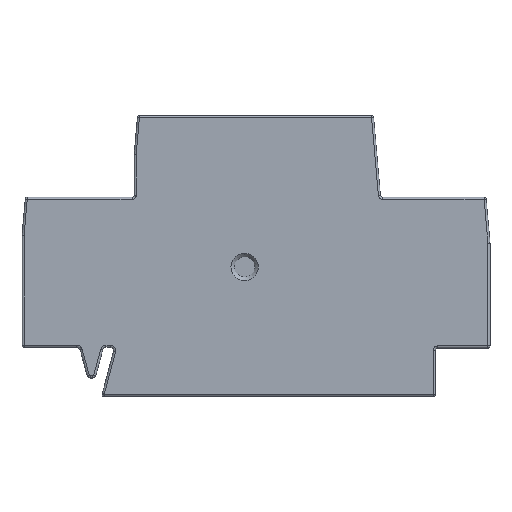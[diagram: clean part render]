
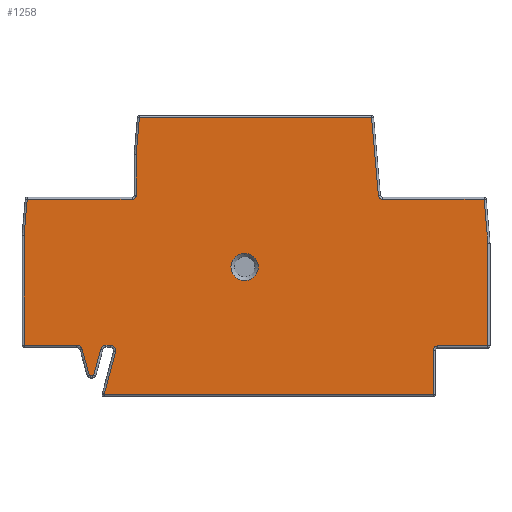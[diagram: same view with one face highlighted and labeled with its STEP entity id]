
A CAD part, top view. The second image highlights one B-rep face of the part: STEP entity #1258.
In plain terms, the highlighted planar face has unit normal (0, 0, 1).
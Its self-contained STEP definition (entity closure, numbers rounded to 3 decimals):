
#180=CARTESIAN_POINT('',(0.,19.,1.5));
#181=DIRECTION('',(0.,0.,1.));
#182=DIRECTION('',(0.,1.,0.));
#183=AXIS2_PLACEMENT_3D('',#180,#181,#182);
#185=CARTESIAN_POINT('',(0.,19.,1.5));
#186=DIRECTION('',(0.,0.,1.));
#187=DIRECTION('',(0.,-1.,0.));
#188=AXIS2_PLACEMENT_3D('',#185,#186,#187);
#190=DIRECTION('',(0.,-1.,0.));
#191=VECTOR('',#190,16.087);
#192=CARTESIAN_POINT('',(-32.35,23.587,1.5));
#193=LINE('',#192,#191);
#194=DIRECTION('',(-0.087,-0.996,0.));
#195=VECTOR('',#194,5.333);
#196=CARTESIAN_POINT('',(-31.885,28.9,1.5));
#197=LINE('',#196,#195);
#198=DIRECTION('',(-1.,0.,0.));
#199=VECTOR('',#198,15.385);
#200=CARTESIAN_POINT('',(-16.5,28.9,1.5));
#201=LINE('',#200,#199);
#202=CARTESIAN_POINT('',(-16.5,29.5,1.5));
#203=DIRECTION('',(0.,0.,-1.));
#204=DIRECTION('',(1.,0.,0.));
#205=AXIS2_PLACEMENT_3D('',#202,#203,#204);
#207=DIRECTION('',(0.,-1.,0.));
#208=VECTOR('',#207,5.972);
#209=CARTESIAN_POINT('',(-15.9,35.472,1.5));
#210=LINE('',#209,#208);
#211=DIRECTION('',(-0.087,-0.996,0.));
#212=VECTOR('',#211,5.449);
#213=CARTESIAN_POINT('',(-15.425,40.9,1.5));
#214=LINE('',#213,#212);
#215=DIRECTION('',(-1.,0.,0.));
#216=VECTOR('',#215,34.05);
#217=CARTESIAN_POINT('',(18.625,40.9,1.5));
#218=LINE('',#217,#216);
#219=DIRECTION('',(-0.087,0.996,0.));
#220=VECTOR('',#219,11.496);
#221=CARTESIAN_POINT('',(19.627,29.448,1.5));
#222=LINE('',#221,#220);
#223=CARTESIAN_POINT('',(20.225,29.5,1.5));
#224=DIRECTION('',(0.,0.,-1.));
#225=DIRECTION('',(0.,-1.,0.));
#226=AXIS2_PLACEMENT_3D('',#223,#224,#225);
#228=DIRECTION('',(-1.,0.,0.));
#229=VECTOR('',#228,14.914);
#230=CARTESIAN_POINT('',(35.139,28.9,1.5));
#231=LINE('',#230,#229);
#232=DIRECTION('',(-0.087,0.996,0.));
#233=VECTOR('',#232,6.438);
#234=CARTESIAN_POINT('',(35.7,22.487,1.5));
#235=LINE('',#234,#233);
#236=DIRECTION('',(0.,1.,0.));
#237=VECTOR('',#236,15.087);
#238=CARTESIAN_POINT('',(35.7,7.4,1.5));
#239=LINE('',#238,#237);
#240=DIRECTION('',(1.,0.,0.));
#241=VECTOR('',#240,7.4);
#242=CARTESIAN_POINT('',(28.3,7.4,1.5));
#243=LINE('',#242,#241);
#244=CARTESIAN_POINT('',(28.3,6.8,1.5));
#245=DIRECTION('',(0.,0.,-1.));
#246=DIRECTION('',(-1.,0.,0.));
#247=AXIS2_PLACEMENT_3D('',#244,#245,#246);
#249=DIRECTION('',(0.,1.,0.));
#250=VECTOR('',#249,6.5);
#251=CARTESIAN_POINT('',(27.7,0.3,1.5));
#252=LINE('',#251,#250);
#253=DIRECTION('',(1.,0.,0.));
#254=VECTOR('',#253,48.292);
#255=CARTESIAN_POINT('',(-20.592,0.3,1.5));
#256=LINE('',#255,#254);
#257=CARTESIAN_POINT('',(-19.02,0.003,1.5));
#258=DIRECTION('',(0.,0.,1.));
#259=DIRECTION('',(-0.966,0.259,0.));
#260=AXIS2_PLACEMENT_3D('',#257,#258,#259);
#262=DIRECTION('',(-0.259,-0.966,0.));
#263=VECTOR('',#262,6.291);
#264=CARTESIAN_POINT('',(-18.937,6.493,1.5));
#265=LINE('',#264,#263);
#266=CARTESIAN_POINT('',(-19.71,6.7,1.5));
#267=DIRECTION('',(0.,0.,-1.));
#268=DIRECTION('',(0.,1.,0.));
#269=AXIS2_PLACEMENT_3D('',#266,#267,#268);
#271=DIRECTION('',(1.,0.,0.));
#272=VECTOR('',#271,0.621);
#273=CARTESIAN_POINT('',(-20.331,7.5,1.5));
#274=LINE('',#273,#272);
#275=CARTESIAN_POINT('',(-20.331,6.7,1.5));
#276=DIRECTION('',(0.,0.,-1.));
#277=DIRECTION('',(-0.966,0.259,0.));
#278=AXIS2_PLACEMENT_3D('',#275,#276,#277);
#280=DIRECTION('',(0.259,0.966,0.));
#281=VECTOR('',#280,3.891);
#282=CARTESIAN_POINT('',(-22.111,3.148,1.5));
#283=LINE('',#282,#281);
#284=CARTESIAN_POINT('',(-22.304,3.2,1.5));
#285=DIRECTION('',(0.,0.,1.));
#286=DIRECTION('',(0.,-1.,0.));
#287=AXIS2_PLACEMENT_3D('',#284,#285,#286);
#289=DIRECTION('',(1.,0.,0.));
#290=VECTOR('',#289,0.321);
#291=CARTESIAN_POINT('',(-22.626,3.,1.5));
#292=LINE('',#291,#290);
#293=CARTESIAN_POINT('',(-22.626,3.2,1.5));
#294=DIRECTION('',(0.,0.,1.));
#295=DIRECTION('',(-0.966,-0.259,0.));
#296=AXIS2_PLACEMENT_3D('',#293,#294,#295);
#298=DIRECTION('',(0.259,-0.966,0.));
#299=VECTOR('',#298,3.891);
#300=CARTESIAN_POINT('',(-23.826,6.907,1.5));
#301=LINE('',#300,#299);
#302=CARTESIAN_POINT('',(-24.599,6.7,1.5));
#303=DIRECTION('',(0.,0.,-1.));
#304=DIRECTION('',(0.,1.,0.));
#305=AXIS2_PLACEMENT_3D('',#302,#303,#304);
#307=DIRECTION('',(1.,0.,0.));
#308=VECTOR('',#307,7.751);
#309=CARTESIAN_POINT('',(-32.35,7.5,1.5));
#310=LINE('',#309,#308);
#858=CARTESIAN_POINT('',(0.,21.,1.5));
#859=CARTESIAN_POINT('',(0.,17.,1.5));
#860=VERTEX_POINT('',#858);
#861=VERTEX_POINT('',#859);
#870=CARTESIAN_POINT('',(-32.35,23.587,1.5));
#871=CARTESIAN_POINT('',(-32.35,7.5,1.5));
#872=VERTEX_POINT('',#870);
#873=VERTEX_POINT('',#871);
#878=CARTESIAN_POINT('',(27.7,0.3,1.5));
#879=CARTESIAN_POINT('',(27.7,6.8,1.5));
#880=VERTEX_POINT('',#878);
#881=VERTEX_POINT('',#879);
#960=CARTESIAN_POINT('',(-15.425,40.9,1.5));
#961=CARTESIAN_POINT('',(-15.9,35.472,1.5));
#962=VERTEX_POINT('',#960);
#963=VERTEX_POINT('',#961);
#968=CARTESIAN_POINT('',(-15.9,29.5,1.5));
#969=VERTEX_POINT('',#968);
#972=CARTESIAN_POINT('',(-16.5,28.9,1.5));
#973=VERTEX_POINT('',#972);
#976=CARTESIAN_POINT('',(-31.885,28.9,1.5));
#977=VERTEX_POINT('',#976);
#986=CARTESIAN_POINT('',(-24.599,7.5,1.5));
#987=VERTEX_POINT('',#986);
#990=CARTESIAN_POINT('',(-23.826,6.907,1.5));
#991=VERTEX_POINT('',#990);
#994=CARTESIAN_POINT('',(-22.819,3.148,1.5));
#995=VERTEX_POINT('',#994);
#998=CARTESIAN_POINT('',(-22.626,3.,1.5));
#999=VERTEX_POINT('',#998);
#1002=CARTESIAN_POINT('',(-22.304,3.,1.5));
#1003=VERTEX_POINT('',#1002);
#1006=CARTESIAN_POINT('',(-22.111,3.148,1.5));
#1007=VERTEX_POINT('',#1006);
#1010=CARTESIAN_POINT('',(-21.104,6.907,1.5));
#1011=VERTEX_POINT('',#1010);
#1014=CARTESIAN_POINT('',(-20.331,7.5,1.5));
#1015=VERTEX_POINT('',#1014);
#1018=CARTESIAN_POINT('',(-19.71,7.5,1.5));
#1019=VERTEX_POINT('',#1018);
#1022=CARTESIAN_POINT('',(-18.937,6.493,1.5));
#1023=VERTEX_POINT('',#1022);
#1026=CARTESIAN_POINT('',(-20.565,0.417,1.5));
#1027=VERTEX_POINT('',#1026);
#1030=CARTESIAN_POINT('',(-20.592,0.3,1.5));
#1031=VERTEX_POINT('',#1030);
#1038=CARTESIAN_POINT('',(28.3,7.4,1.5));
#1039=VERTEX_POINT('',#1038);
#1042=CARTESIAN_POINT('',(35.7,7.4,1.5));
#1043=VERTEX_POINT('',#1042);
#1048=CARTESIAN_POINT('',(35.7,22.487,1.5));
#1049=VERTEX_POINT('',#1048);
#1054=CARTESIAN_POINT('',(35.139,28.9,1.5));
#1055=VERTEX_POINT('',#1054);
#1060=CARTESIAN_POINT('',(20.225,28.9,1.5));
#1061=VERTEX_POINT('',#1060);
#1064=CARTESIAN_POINT('',(19.627,29.448,1.5));
#1065=VERTEX_POINT('',#1064);
#1068=CARTESIAN_POINT('',(18.625,40.9,1.5));
#1069=VERTEX_POINT('',#1068);
#1190=CARTESIAN_POINT('',(0.,0.,1.5));
#1191=DIRECTION('',(0.,0.,1.));
#1192=DIRECTION('',(1.,0.,0.));
#1193=AXIS2_PLACEMENT_3D('',#1190,#1191,#1192);
#1194=PLANE('',#1193);
#1195=ORIENTED_EDGE('',*,*,#1180,.F.);
#1197=ORIENTED_EDGE('',*,*,#1196,.F.);
#1199=ORIENTED_EDGE('',*,*,#1198,.F.);
#1201=ORIENTED_EDGE('',*,*,#1200,.F.);
#1203=ORIENTED_EDGE('',*,*,#1202,.F.);
#1205=ORIENTED_EDGE('',*,*,#1204,.F.);
#1207=ORIENTED_EDGE('',*,*,#1206,.F.);
#1209=ORIENTED_EDGE('',*,*,#1208,.F.);
#1211=ORIENTED_EDGE('',*,*,#1210,.F.);
#1213=ORIENTED_EDGE('',*,*,#1212,.F.);
#1215=ORIENTED_EDGE('',*,*,#1214,.F.);
#1217=ORIENTED_EDGE('',*,*,#1216,.F.);
#1219=ORIENTED_EDGE('',*,*,#1218,.F.);
#1221=ORIENTED_EDGE('',*,*,#1220,.F.);
#1223=ORIENTED_EDGE('',*,*,#1222,.F.);
#1225=ORIENTED_EDGE('',*,*,#1224,.F.);
#1227=ORIENTED_EDGE('',*,*,#1226,.F.);
#1229=ORIENTED_EDGE('',*,*,#1228,.F.);
#1231=ORIENTED_EDGE('',*,*,#1230,.F.);
#1233=ORIENTED_EDGE('',*,*,#1232,.F.);
#1235=ORIENTED_EDGE('',*,*,#1234,.F.);
#1237=ORIENTED_EDGE('',*,*,#1236,.F.);
#1239=ORIENTED_EDGE('',*,*,#1238,.F.);
#1241=ORIENTED_EDGE('',*,*,#1240,.F.);
#1243=ORIENTED_EDGE('',*,*,#1242,.F.);
#1245=ORIENTED_EDGE('',*,*,#1244,.F.);
#1247=ORIENTED_EDGE('',*,*,#1246,.F.);
#1249=ORIENTED_EDGE('',*,*,#1248,.F.);
#1250=EDGE_LOOP('',(#1195,#1197,#1199,#1201,#1203,#1205,#1207,#1209,#1211,#1213,
#1215,#1217,#1219,#1221,#1223,#1225,#1227,#1229,#1231,#1233,#1235,#1237,#1239,
#1241,#1243,#1245,#1247,#1249));
#1251=FACE_OUTER_BOUND('',#1250,.F.);
#1253=ORIENTED_EDGE('',*,*,#1252,.T.);
#1255=ORIENTED_EDGE('',*,*,#1254,.T.);
#1256=EDGE_LOOP('',(#1253,#1255));
#1257=FACE_BOUND('',#1256,.F.);
#1258=ADVANCED_FACE('',(#1251,#1257),#1194,.T.);
#184=CIRCLE('',#183,2.);
#189=CIRCLE('',#188,2.);
#206=CIRCLE('',#205,0.6);
#227=CIRCLE('',#226,0.6);
#248=CIRCLE('',#247,0.6);
#261=CIRCLE('',#260,1.6);
#270=CIRCLE('',#269,0.8);
#279=CIRCLE('',#278,0.8);
#288=CIRCLE('',#287,0.2);
#297=CIRCLE('',#296,0.2);
#306=CIRCLE('',#305,0.8);
#1180=EDGE_CURVE('',#872,#873,#193,.T.);
#1196=EDGE_CURVE('',#977,#872,#197,.T.);
#1198=EDGE_CURVE('',#973,#977,#201,.T.);
#1200=EDGE_CURVE('',#969,#973,#206,.T.);
#1202=EDGE_CURVE('',#963,#969,#210,.T.);
#1204=EDGE_CURVE('',#962,#963,#214,.T.);
#1206=EDGE_CURVE('',#1069,#962,#218,.T.);
#1208=EDGE_CURVE('',#1065,#1069,#222,.T.);
#1210=EDGE_CURVE('',#1061,#1065,#227,.T.);
#1212=EDGE_CURVE('',#1055,#1061,#231,.T.);
#1214=EDGE_CURVE('',#1049,#1055,#235,.T.);
#1216=EDGE_CURVE('',#1043,#1049,#239,.T.);
#1218=EDGE_CURVE('',#1039,#1043,#243,.T.);
#1220=EDGE_CURVE('',#881,#1039,#248,.T.);
#1222=EDGE_CURVE('',#880,#881,#252,.T.);
#1224=EDGE_CURVE('',#1031,#880,#256,.T.);
#1226=EDGE_CURVE('',#1027,#1031,#261,.T.);
#1228=EDGE_CURVE('',#1023,#1027,#265,.T.);
#1230=EDGE_CURVE('',#1019,#1023,#270,.T.);
#1232=EDGE_CURVE('',#1015,#1019,#274,.T.);
#1234=EDGE_CURVE('',#1011,#1015,#279,.T.);
#1236=EDGE_CURVE('',#1007,#1011,#283,.T.);
#1238=EDGE_CURVE('',#1003,#1007,#288,.T.);
#1240=EDGE_CURVE('',#999,#1003,#292,.T.);
#1242=EDGE_CURVE('',#995,#999,#297,.T.);
#1244=EDGE_CURVE('',#991,#995,#301,.T.);
#1246=EDGE_CURVE('',#987,#991,#306,.T.);
#1248=EDGE_CURVE('',#873,#987,#310,.T.);
#1252=EDGE_CURVE('',#860,#861,#184,.T.);
#1254=EDGE_CURVE('',#861,#860,#189,.T.);
